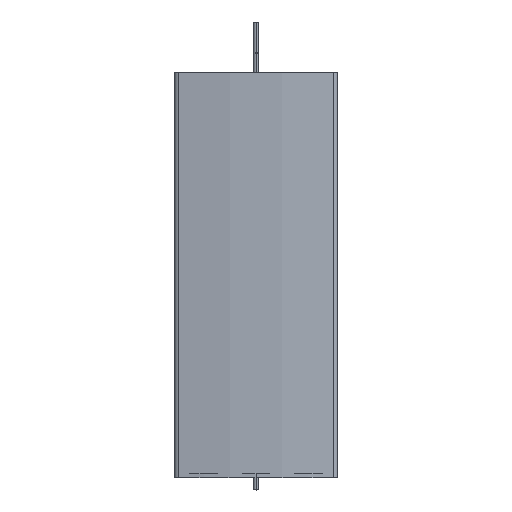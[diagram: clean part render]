
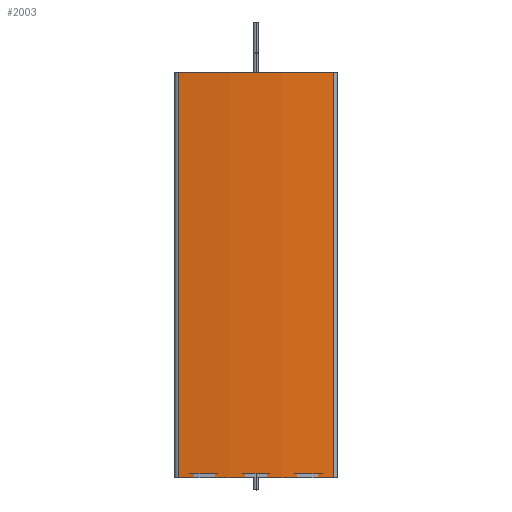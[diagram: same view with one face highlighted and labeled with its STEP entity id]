
A CAD part, top view. The second image highlights one B-rep face of the part: STEP entity #2003.
In plain terms, the highlighted cylindrical face has radius 1221.83 mm (diameter 2443.67 mm), a partial arc.
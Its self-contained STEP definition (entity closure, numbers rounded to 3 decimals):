
#191 = DIRECTION ( 'NONE',  ( 1., 0., 0. ) ) ;
#193 = CARTESIAN_POINT ( 'NONE',  ( 0., -1195.833, -1000. ) ) ;
#194 = FACE_OUTER_BOUND ( 'NONE', #2206, .T. ) ;
#195 = CYLINDRICAL_SURFACE ( 'NONE', #860, 1221.833 ) ;
#197 = DIRECTION ( 'NONE',  ( 0., 0., 1. ) ) ;
#756 = VECTOR ( 'NONE', #1774, 1000. ) ;
#764 = VECTOR ( 'NONE', #1876, 1000. ) ;
#766 = CIRCLE ( 'NONE', #774, 1221.833 ) ;
#768 = CIRCLE ( 'NONE', #771, 1221.833 ) ;
#771 = AXIS2_PLACEMENT_3D ( 'NONE', #1868, #1867, #1866 ) ;
#774 = AXIS2_PLACEMENT_3D ( 'NONE', #1862, #1863, #1861 ) ;
#860 = AXIS2_PLACEMENT_3D ( 'NONE', #193, #197, #191 ) ;
#1165 = VERTEX_POINT ( 'NONE', #1946 ) ;
#1195 = VERTEX_POINT ( 'NONE', #1918 ) ;
#1201 = VERTEX_POINT ( 'NONE', #1912 ) ;
#1208 = VERTEX_POINT ( 'NONE', #1905 ) ;
#1275 = EDGE_CURVE ( 'NONE', #1208, #1201, #1779, .T. ) ;
#1277 = EDGE_CURVE ( 'NONE', #1165, #1195, #1775, .T. ) ;
#1280 = EDGE_CURVE ( 'NONE', #1165, #1208, #768, .T. ) ;
#1282 = EDGE_CURVE ( 'NONE', #1195, #1201, #766, .T. ) ;
#1774 = DIRECTION ( 'NONE',  ( 0., 0., 1. ) ) ;
#1775 = LINE ( 'NONE', #1787, #764 ) ;
#1779 = LINE ( 'NONE', #1783, #756 ) ;
#1783 = CARTESIAN_POINT ( 'NONE',  ( -191.726, 10.864, -1000. ) ) ;
#1787 = CARTESIAN_POINT ( 'NONE',  ( 191.726, 10.864, -1000. ) ) ;
#1861 = DIRECTION ( 'NONE',  ( 1., 0., 0. ) ) ;
#1862 = CARTESIAN_POINT ( 'NONE',  ( 0., -1195.833, 0. ) ) ;
#1863 = DIRECTION ( 'NONE',  ( 0., 0., 1. ) ) ;
#1866 = DIRECTION ( 'NONE',  ( 1., 0., 0. ) ) ;
#1867 = DIRECTION ( 'NONE',  ( 0., 0., 1. ) ) ;
#1868 = CARTESIAN_POINT ( 'NONE',  ( 0., -1195.833, -1000. ) ) ;
#1876 = DIRECTION ( 'NONE',  ( 0., 0., 1. ) ) ;
#1905 = CARTESIAN_POINT ( 'NONE',  ( -191.726, 10.864, -1000. ) ) ;
#1912 = CARTESIAN_POINT ( 'NONE',  ( -191.726, 10.864, 0. ) ) ;
#1918 = CARTESIAN_POINT ( 'NONE',  ( 191.726, 10.864, 0. ) ) ;
#1946 = CARTESIAN_POINT ( 'NONE',  ( 191.726, 10.864, -1000. ) ) ;
#1968 = ORIENTED_EDGE ( 'NONE', *, *, #1275, .T. ) ;
#1972 = ORIENTED_EDGE ( 'NONE', *, *, #1282, .F. ) ;
#1974 = ORIENTED_EDGE ( 'NONE', *, *, #1277, .F. ) ;
#1975 = ORIENTED_EDGE ( 'NONE', *, *, #1280, .T. ) ;
#2003 = ADVANCED_FACE ( 'NONE', ( #194 ), #195, .T. ) ;
#2206 = EDGE_LOOP ( 'NONE', ( #1972, #1974, #1975, #1968 ) ) ;
